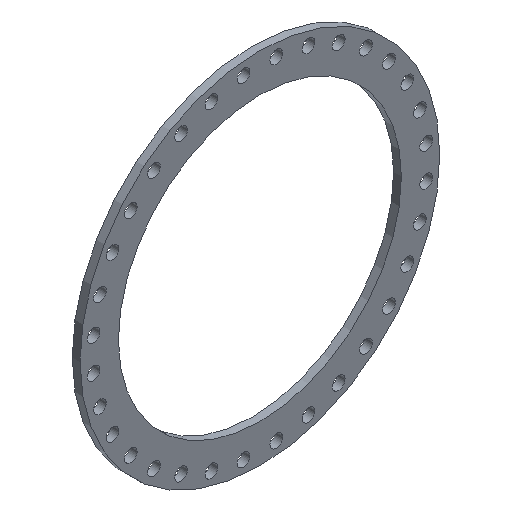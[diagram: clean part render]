
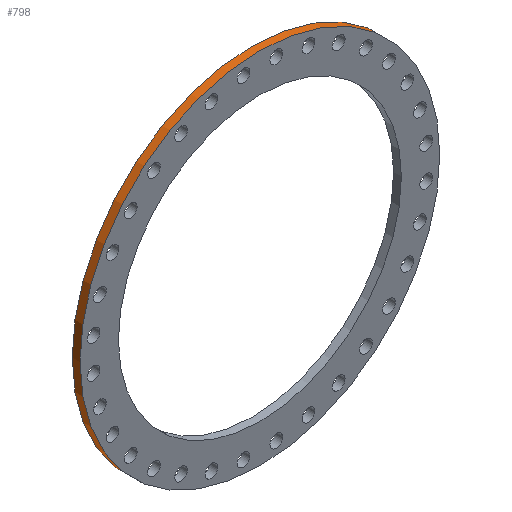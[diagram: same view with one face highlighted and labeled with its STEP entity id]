
A CAD part, isometric view. The second image highlights one B-rep face of the part: STEP entity #798.
In plain terms, the highlighted cylindrical face has radius 584.2 mm (diameter 1168.4 mm), a full revolution.
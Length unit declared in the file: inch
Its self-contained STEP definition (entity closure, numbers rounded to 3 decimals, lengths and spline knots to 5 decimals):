
#116=FACE_OUTER_BOUND('',#152,.T.);
#152=EDGE_LOOP('',(#659,#660,#661,#662));
#254=LINE('',#1374,#288);
#288=VECTOR('',#1164,23.);
#355=CIRCLE('',#923,23.);
#356=CIRCLE('',#924,23.);
#423=VERTEX_POINT('',#1371);
#424=VERTEX_POINT('',#1373);
#524=EDGE_CURVE('',#423,#423,#355,.T.);
#525=EDGE_CURVE('',#423,#424,#254,.T.);
#526=EDGE_CURVE('',#424,#424,#356,.T.);
#659=ORIENTED_EDGE('',*,*,#524,.F.);
#660=ORIENTED_EDGE('',*,*,#525,.T.);
#661=ORIENTED_EDGE('',*,*,#526,.T.);
#662=ORIENTED_EDGE('',*,*,#525,.F.);
#764=CYLINDRICAL_SURFACE('',#922,23.);
#798=ADVANCED_FACE('',(#116),#764,.T.);
#922=AXIS2_PLACEMENT_3D('',#1370,#1160,#1161);
#923=AXIS2_PLACEMENT_3D('',#1372,#1162,#1163);
#924=AXIS2_PLACEMENT_3D('',#1375,#1165,#1166);
#1160=DIRECTION('center_axis',(0.,1.,0.));
#1161=DIRECTION('ref_axis',(-1.,0.,0.));
#1162=DIRECTION('center_axis',(0.,1.,0.));
#1163=DIRECTION('ref_axis',(-1.,0.,0.));
#1164=DIRECTION('',(0.,-1.,0.));
#1165=DIRECTION('center_axis',(0.,1.,0.));
#1166=DIRECTION('ref_axis',(-1.,0.,0.));
#1370=CARTESIAN_POINT('Origin',(0.,0.,0.));
#1371=CARTESIAN_POINT('',(23.,1.,0.));
#1372=CARTESIAN_POINT('Origin',(0.,1.,0.));
#1373=CARTESIAN_POINT('',(23.,0.,0.));
#1374=CARTESIAN_POINT('',(23.,0.,0.));
#1375=CARTESIAN_POINT('Origin',(0.,0.,0.));
